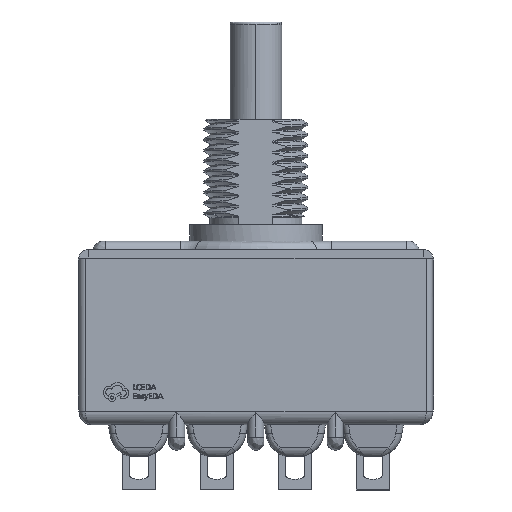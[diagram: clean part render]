
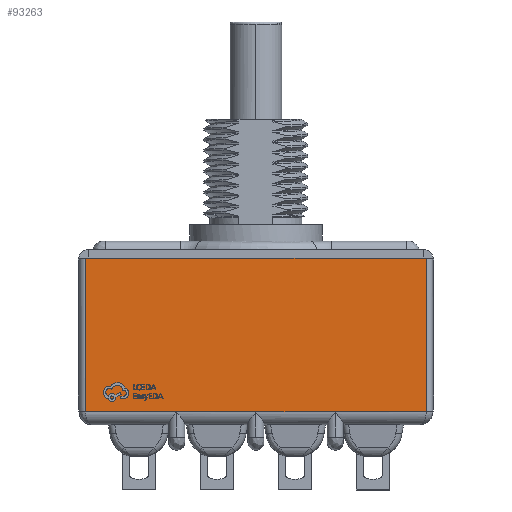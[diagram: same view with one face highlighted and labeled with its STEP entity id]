
A CAD part, front view. The second image highlights one B-rep face of the part: STEP entity #93263.
In plain terms, the highlighted planar face has unit normal (0, -1, 0).
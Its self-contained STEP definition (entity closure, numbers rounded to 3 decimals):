
#1149 = CARTESIAN_POINT ( 'NONE',  ( 4.775, -6.35, -9.271 ) ) ;
#4471 = ORIENTED_EDGE ( 'NONE', *, *, #68824, .T. ) ;
#8653 = CARTESIAN_POINT ( 'NONE',  ( 1.592, -6.35, -9.271 ) ) ;
#10024 = CARTESIAN_POINT ( 'NONE',  ( 10.268, -6.35, -3.099 ) ) ;
#13085 = VERTEX_POINT ( 'NONE', #38584 ) ;
#13182 = CARTESIAN_POINT ( 'NONE',  ( -4.775, -6.35, -9.271 ) ) ;
#15253 = B_SPLINE_CURVE_WITH_KNOTS ( 'NONE', 3,
 ( #96459, #33136, #27996, #55219 ),
 .UNSPECIFIED., .F., .F.,
 ( 4, 4 ),
 ( 0., 1. ),
 .UNSPECIFIED. ) ;
#17528 = CARTESIAN_POINT ( 'NONE',  ( 10.268, -6.35, -6.185 ) ) ;
#18317 = VERTEX_POINT ( 'NONE', #73334 ) ;
#19361 = CARTESIAN_POINT ( 'NONE',  ( -10.268, -6.35, -9.271 ) ) ;
#19647 = EDGE_CURVE ( 'NONE', #47576, #13085, #66422, .T. ) ;
#21743 = EDGE_CURVE ( 'NONE', #98129, #55533, #55243, .T. ) ;
#24119 = EDGE_CURVE ( 'NONE', #98129, #85505, #89469, .T. ) ;
#25746 = EDGE_CURVE ( 'NONE', #18317, #74292, #15253, .T. ) ;
#27175 = B_SPLINE_CURVE_WITH_KNOTS ( 'NONE', 3,
 ( #84658, #8653, #83664, #1149 ),
 .UNSPECIFIED., .F., .F.,
 ( 4, 4 ),
 ( 0., 1. ),
 .UNSPECIFIED. ) ;
#27480 = CARTESIAN_POINT ( 'NONE',  ( 10.268, -6.35, -9.271 ) ) ;
#27837 = AXIS2_PLACEMENT_3D ( 'NONE', #91578, #45576, #30616 ) ;
#27996 = CARTESIAN_POINT ( 'NONE',  ( -10.268, -6.35, -6.185 ) ) ;
#30616 = DIRECTION ( 'NONE',  ( 1., 0., 0. ) ) ;
#33136 = CARTESIAN_POINT ( 'NONE',  ( -10.268, -6.35, -3.099 ) ) ;
#37260 = CARTESIAN_POINT ( 'NONE',  ( -10.268, -6.35, -0.013 ) ) ;
#38584 = CARTESIAN_POINT ( 'NONE',  ( 0., -6.35, -9.271 ) ) ;
#41289 = B_SPLINE_CURVE_WITH_KNOTS ( 'NONE', 3,
 ( #13182, #91140, #74665, #45621 ),
 .UNSPECIFIED., .F., .F.,
 ( 4, 4 ),
 ( 0., 1. ),
 .UNSPECIFIED. ) ;
#42001 = CARTESIAN_POINT ( 'NONE',  ( 10.268, -6.35, -0.013 ) ) ;
#43177 = EDGE_LOOP ( 'NONE', ( #66737, #64360, #69693, #58145, #60253, #81969, #4471 ) ) ;
#45576 = DIRECTION ( 'NONE',  ( 0., -1., 0. ) ) ;
#45621 = CARTESIAN_POINT ( 'NONE',  ( -10.268, -6.35, -9.271 ) ) ;
#47576 = VERTEX_POINT ( 'NONE', #69471 ) ;
#50776 = CARTESIAN_POINT ( 'NONE',  ( 4.775, -6.35, -9.271 ) ) ;
#51242 = CARTESIAN_POINT ( 'NONE',  ( -4.775, -6.35, -9.271 ) ) ;
#51293 = CARTESIAN_POINT ( 'NONE',  ( 6.606, -6.35, -9.271 ) ) ;
#52162 = PLANE ( 'NONE',  #27837 ) ;
#55219 = CARTESIAN_POINT ( 'NONE',  ( -10.268, -6.35, -9.271 ) ) ;
#55243 = B_SPLINE_CURVE_WITH_KNOTS ( 'NONE', 3,
 ( #82766, #73783, #51293, #50776 ),
 .UNSPECIFIED., .F., .F.,
 ( 4, 4 ),
 ( 0., 1. ),
 .UNSPECIFIED. ) ;
#55533 = VERTEX_POINT ( 'NONE', #62056 ) ;
#58145 = ORIENTED_EDGE ( 'NONE', *, *, #25746, .T. ) ;
#59308 = CARTESIAN_POINT ( 'NONE',  ( -1.592, -6.35, -9.271 ) ) ;
#59338 = EDGE_CURVE ( 'NONE', #18317, #85505, #88376, .T. ) ;
#60253 = ORIENTED_EDGE ( 'NONE', *, *, #84661, .F. ) ;
#60321 = CARTESIAN_POINT ( 'NONE',  ( -3.423, -6.35, -0.013 ) ) ;
#61661 = FACE_OUTER_BOUND ( 'NONE', #43177, .T. ) ;
#62056 = CARTESIAN_POINT ( 'NONE',  ( 4.775, -6.35, -9.271 ) ) ;
#64232 = CARTESIAN_POINT ( 'NONE',  ( 10.268, -6.35, -0.013 ) ) ;
#64360 = ORIENTED_EDGE ( 'NONE', *, *, #24119, .T. ) ;
#65036 = CARTESIAN_POINT ( 'NONE',  ( 10.268, -6.35, -0.013 ) ) ;
#66422 = B_SPLINE_CURVE_WITH_KNOTS ( 'NONE', 3,
 ( #51242, #89211, #59308, #82220 ),
 .UNSPECIFIED., .F., .F.,
 ( 4, 4 ),
 ( 0., 1. ),
 .UNSPECIFIED. ) ;
#66737 = ORIENTED_EDGE ( 'NONE', *, *, #21743, .F. ) ;
#68824 = EDGE_CURVE ( 'NONE', #13085, #55533, #27175, .T. ) ;
#69471 = CARTESIAN_POINT ( 'NONE',  ( -4.775, -6.35, -9.271 ) ) ;
#69693 = ORIENTED_EDGE ( 'NONE', *, *, #59338, .F. ) ;
#73334 = CARTESIAN_POINT ( 'NONE',  ( -10.268, -6.35, -0.013 ) ) ;
#73783 = CARTESIAN_POINT ( 'NONE',  ( 8.437, -6.35, -9.271 ) ) ;
#74292 = VERTEX_POINT ( 'NONE', #19361 ) ;
#74665 = CARTESIAN_POINT ( 'NONE',  ( -8.437, -6.35, -9.271 ) ) ;
#81969 = ORIENTED_EDGE ( 'NONE', *, *, #19647, .T. ) ;
#82220 = CARTESIAN_POINT ( 'NONE',  ( 0., -6.35, -9.271 ) ) ;
#82766 = CARTESIAN_POINT ( 'NONE',  ( 10.268, -6.35, -9.271 ) ) ;
#83664 = CARTESIAN_POINT ( 'NONE',  ( 3.183, -6.35, -9.271 ) ) ;
#84658 = CARTESIAN_POINT ( 'NONE',  ( 0., -6.35, -9.271 ) ) ;
#84661 = EDGE_CURVE ( 'NONE', #47576, #74292, #41289, .T. ) ;
#85505 = VERTEX_POINT ( 'NONE', #42001 ) ;
#88376 = B_SPLINE_CURVE_WITH_KNOTS ( 'NONE', 3,
 ( #37260, #60321, #90725, #64232 ),
 .UNSPECIFIED., .F., .F.,
 ( 4, 4 ),
 ( 0., 1. ),
 .UNSPECIFIED. ) ;
#89211 = CARTESIAN_POINT ( 'NONE',  ( -3.183, -6.35, -9.271 ) ) ;
#89469 = B_SPLINE_CURVE_WITH_KNOTS ( 'NONE', 3,
 ( #27480, #17528, #10024, #65036 ),
 .UNSPECIFIED., .F., .F.,
 ( 4, 4 ),
 ( 0., 1. ),
 .UNSPECIFIED. ) ;
#90725 = CARTESIAN_POINT ( 'NONE',  ( 3.423, -6.35, -0.013 ) ) ;
#91140 = CARTESIAN_POINT ( 'NONE',  ( -6.606, -6.35, -9.271 ) ) ;
#91578 = CARTESIAN_POINT ( 'NONE',  ( 0., -6.35, 0. ) ) ;
#93263 = ADVANCED_FACE ( 'NONE', ( #61661 ), #52162, .T. ) ;
#96459 = CARTESIAN_POINT ( 'NONE',  ( -10.268, -6.35, -0.013 ) ) ;
#96744 = CARTESIAN_POINT ( 'NONE',  ( 10.268, -6.35, -9.271 ) ) ;
#98129 = VERTEX_POINT ( 'NONE', #96744 ) ;
